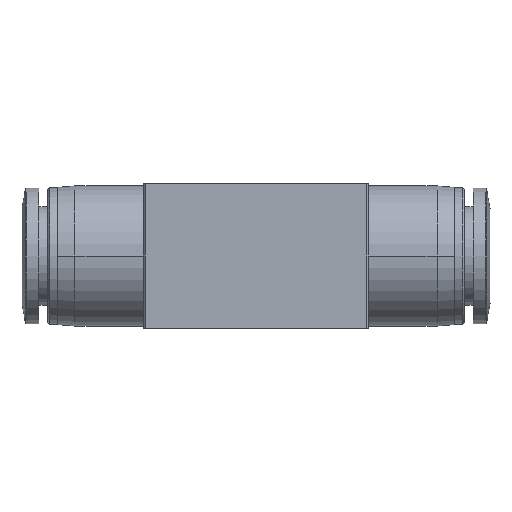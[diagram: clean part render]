
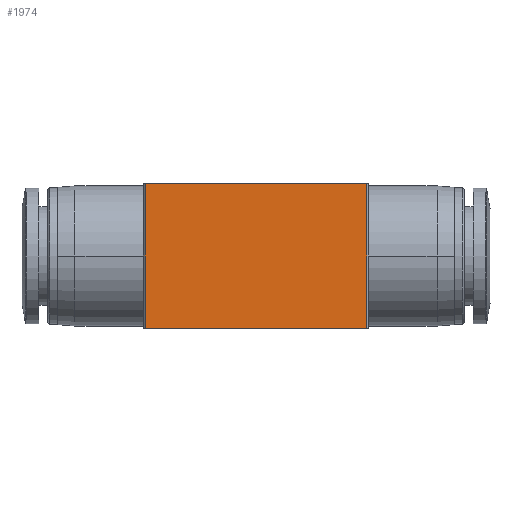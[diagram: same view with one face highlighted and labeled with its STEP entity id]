
A CAD part, front view. The second image highlights one B-rep face of the part: STEP entity #1974.
In plain terms, the highlighted planar face has unit normal (0, -1, 0).
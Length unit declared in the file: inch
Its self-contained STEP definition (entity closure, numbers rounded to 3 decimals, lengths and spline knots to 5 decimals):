
#121 = DIRECTION ( 'NONE',  ( 0., 0., -1. ) ) ;
#460 = EDGE_CURVE ( 'NONE', #9707, #9813, #2062, .T. ) ;
#492 = CARTESIAN_POINT ( 'NONE',  ( -0.63583, 0., 0. ) ) ;
#839 = VECTOR ( 'NONE', #7430, 39.37008 ) ;
#1348 = CARTESIAN_POINT ( 'NONE',  ( -0.6378, 0., -0.41732 ) ) ;
#1349 = DIRECTION ( 'NONE',  ( 0., 0., -1. ) ) ;
#1730 = DIRECTION ( 'NONE',  ( 1., 0., 0. ) ) ;
#1974 = ADVANCED_FACE ( 'NONE', ( #2762 ), #2932, .T. ) ;
#2062 = LINE ( 'NONE', #10387, #4929 ) ;
#2677 = LINE ( 'NONE', #11973, #8685 ) ;
#2762 = FACE_OUTER_BOUND ( 'NONE', #9193, .T. ) ;
#2932 = PLANE ( 'NONE',  #8957 ) ;
#3470 = EDGE_CURVE ( 'NONE', #8153, #6482, #7311, .T. ) ;
#4280 = ORIENTED_EDGE ( 'NONE', *, *, #460, .F. ) ;
#4929 = VECTOR ( 'NONE', #10340, 39.37008 ) ;
#5501 = EDGE_CURVE ( 'NONE', #9707, #8153, #12108, .T. ) ;
#5505 = EDGE_CURVE ( 'NONE', #9813, #6482, #2677, .T. ) ;
#5911 = VECTOR ( 'NONE', #121, 39.37008 ) ;
#6260 = CARTESIAN_POINT ( 'NONE',  ( 0., 0., -0.41732 ) ) ;
#6345 = ORIENTED_EDGE ( 'NONE', *, *, #5505, .F. ) ;
#6482 = VERTEX_POINT ( 'NONE', #15249 ) ;
#7311 = LINE ( 'NONE', #6260, #839 ) ;
#7388 = CARTESIAN_POINT ( 'NONE',  ( -0.6378, 0., 0. ) ) ;
#7430 = DIRECTION ( 'NONE',  ( 1., 0., 0. ) ) ;
#8153 = VERTEX_POINT ( 'NONE', #1348 ) ;
#8685 = VECTOR ( 'NONE', #1349, 39.37008 ) ;
#8940 = DIRECTION ( 'NONE',  ( 0., -1., 0. ) ) ;
#8957 = AXIS2_PLACEMENT_3D ( 'NONE', #492, #8940, #1730 ) ;
#9193 = EDGE_LOOP ( 'NONE', ( #10757, #6345, #4280, #12768 ) ) ;
#9707 = VERTEX_POINT ( 'NONE', #12842 ) ;
#9813 = VERTEX_POINT ( 'NONE', #11937 ) ;
#10340 = DIRECTION ( 'NONE',  ( 1., 0., 0. ) ) ;
#10387 = CARTESIAN_POINT ( 'NONE',  ( 0., 0., 0.41732 ) ) ;
#10757 = ORIENTED_EDGE ( 'NONE', *, *, #3470, .T. ) ;
#11937 = CARTESIAN_POINT ( 'NONE',  ( 0.6378, 0., 0.41732 ) ) ;
#11973 = CARTESIAN_POINT ( 'NONE',  ( 0.6378, 0., 0. ) ) ;
#12108 = LINE ( 'NONE', #7388, #5911 ) ;
#12768 = ORIENTED_EDGE ( 'NONE', *, *, #5501, .T. ) ;
#12842 = CARTESIAN_POINT ( 'NONE',  ( -0.6378, 0., 0.41732 ) ) ;
#15249 = CARTESIAN_POINT ( 'NONE',  ( 0.6378, 0., -0.41732 ) ) ;
